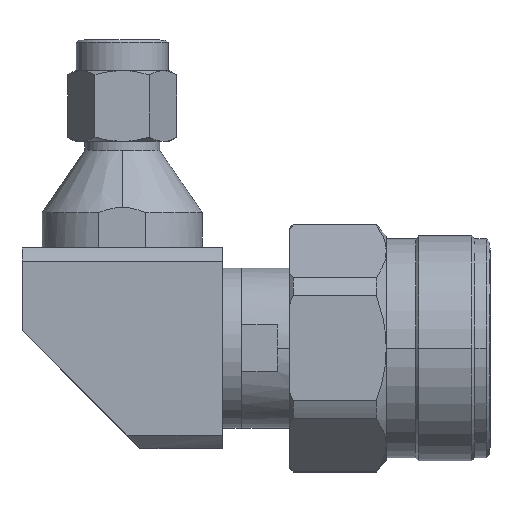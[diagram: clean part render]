
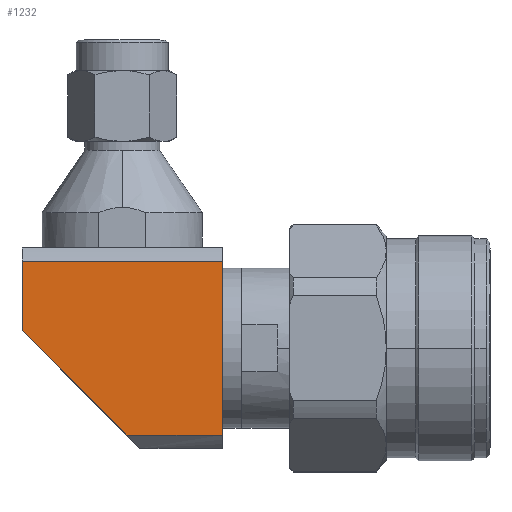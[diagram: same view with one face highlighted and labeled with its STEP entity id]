
A CAD part, top view. The second image highlights one B-rep face of the part: STEP entity #1232.
In plain terms, the highlighted planar face has unit normal (0, 0, 1).
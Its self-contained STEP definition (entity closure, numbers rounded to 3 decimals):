
#444 = EDGE_CURVE ( 'NONE', #2634, #1100, #2110, .T. ) ;
#448 = EDGE_CURVE ( 'NONE', #2634, #5436, #1166, .T. ) ;
#765 = CARTESIAN_POINT ( 'NONE',  ( -8.5, 1.5, 8.5 ) ) ;
#800 = AXIS2_PLACEMENT_3D ( 'NONE', #3220, #3724, #3607 ) ;
#811 = CARTESIAN_POINT ( 'NONE',  ( 8.5, 7.37, 8.5 ) ) ;
#1086 = VECTOR ( 'NONE', #3591, 1000. ) ;
#1100 = VERTEX_POINT ( 'NONE', #4525 ) ;
#1108 = CARTESIAN_POINT ( 'NONE',  ( -8.5, 8.5, 8.5 ) ) ;
#1166 = LINE ( 'NONE', #1108, #4917 ) ;
#1232 = ADVANCED_FACE ( 'NONE', ( #1506 ), #1413, .T. ) ;
#1262 = ORIENTED_EDGE ( 'NONE', *, *, #444, .T. ) ;
#1316 = LINE ( 'NONE', #5771, #1086 ) ;
#1384 = VECTOR ( 'NONE', #5274, 1000. ) ;
#1413 = PLANE ( 'NONE',  #800 ) ;
#1506 = FACE_OUTER_BOUND ( 'NONE', #2050, .T. ) ;
#1708 = EDGE_CURVE ( 'NONE', #5436, #5536, #3393, .T. ) ;
#1899 = LINE ( 'NONE', #3655, #4706 ) ;
#1923 = CARTESIAN_POINT ( 'NONE',  ( 8.5, -7.37, 8.5 ) ) ;
#2050 = EDGE_LOOP ( 'NONE', ( #1262, #3757, #3110, #2114, #3611 ) ) ;
#2110 = LINE ( 'NONE', #5198, #3695 ) ;
#2114 = ORIENTED_EDGE ( 'NONE', *, *, #1708, .F. ) ;
#2591 = EDGE_CURVE ( 'NONE', #1100, #3995, #1316, .T. ) ;
#2634 = VERTEX_POINT ( 'NONE', #765 ) ;
#2901 = DIRECTION ( 'NONE',  ( 0.707, -0.707, 0. ) ) ;
#3110 = ORIENTED_EDGE ( 'NONE', *, *, #3303, .F. ) ;
#3132 = CARTESIAN_POINT ( 'NONE',  ( -8.5, 7.37, 8.5 ) ) ;
#3220 = CARTESIAN_POINT ( 'NONE',  ( 0., 0., 8.5 ) ) ;
#3303 = EDGE_CURVE ( 'NONE', #5536, #3995, #1899, .T. ) ;
#3393 = LINE ( 'NONE', #3481, #1384 ) ;
#3481 = CARTESIAN_POINT ( 'NONE',  ( -8.5, 7.37, 8.5 ) ) ;
#3591 = DIRECTION ( 'NONE',  ( 1., 0., 0. ) ) ;
#3607 = DIRECTION ( 'NONE',  ( 1., 0., 0. ) ) ;
#3611 = ORIENTED_EDGE ( 'NONE', *, *, #448, .F. ) ;
#3655 = CARTESIAN_POINT ( 'NONE',  ( 8.5, -8.5, 8.5 ) ) ;
#3695 = VECTOR ( 'NONE', #2901, 1000. ) ;
#3718 = DIRECTION ( 'NONE',  ( 0., -1., 0. ) ) ;
#3724 = DIRECTION ( 'NONE',  ( 0., 0., 1. ) ) ;
#3757 = ORIENTED_EDGE ( 'NONE', *, *, #2591, .T. ) ;
#3995 = VERTEX_POINT ( 'NONE', #1923 ) ;
#4525 = CARTESIAN_POINT ( 'NONE',  ( 0.37, -7.37, 8.5 ) ) ;
#4706 = VECTOR ( 'NONE', #3718, 1000. ) ;
#4917 = VECTOR ( 'NONE', #5552, 1000. ) ;
#5198 = CARTESIAN_POINT ( 'NONE',  ( -8.5, 1.5, 8.5 ) ) ;
#5274 = DIRECTION ( 'NONE',  ( 1., 0., 0. ) ) ;
#5436 = VERTEX_POINT ( 'NONE', #3132 ) ;
#5536 = VERTEX_POINT ( 'NONE', #811 ) ;
#5552 = DIRECTION ( 'NONE',  ( 0., 1., 0. ) ) ;
#5771 = CARTESIAN_POINT ( 'NONE',  ( 0., -7.37, 8.5 ) ) ;
